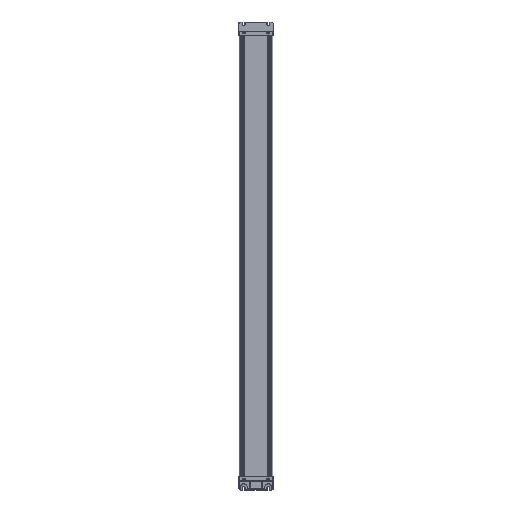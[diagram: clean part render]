
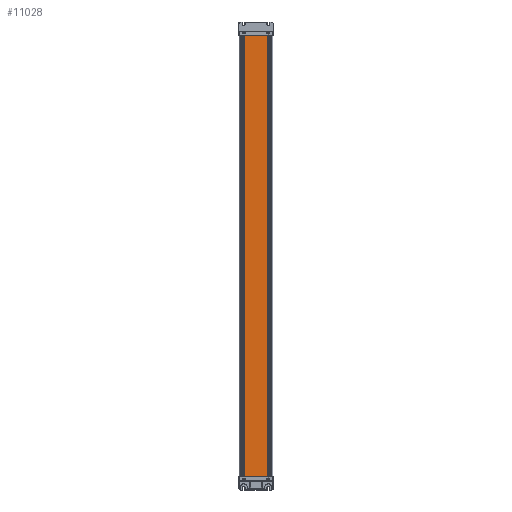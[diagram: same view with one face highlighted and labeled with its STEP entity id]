
A CAD part, front view. The second image highlights one B-rep face of the part: STEP entity #11028.
In plain terms, the highlighted planar face has unit normal (0, -1, 0).
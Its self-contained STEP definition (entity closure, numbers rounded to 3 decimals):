
#528 = EDGE_CURVE ( 'Defeatured_11_76+Defeatured_11_75+Defeatured_11_0+Defeatured_11_1', #27504, #18457, #24718, .T. ) ;
#7223 = DIRECTION ( 'NONE',  ( 1., 0., 0. ) ) ;
#9504 = LINE ( 'NONE', #11283, #16445 ) ;
#10605 = DIRECTION ( 'NONE',  ( 0., 0., -1. ) ) ;
#11028 = ADVANCED_FACE ( 'Defeatured_11_75', ( #38998 ), #48382, .F. ) ;
#11283 = CARTESIAN_POINT ( 'NONE',  ( -121.693, -37.619, 991.278 ) ) ;
#13155 = VERTEX_POINT ( 'NONE', #34436 ) ;
#16445 = VECTOR ( 'NONE', #7223, 1000. ) ;
#16978 = CARTESIAN_POINT ( 'NONE',  ( -121.693, -37.619, -25.222 ) ) ;
#17659 = ORIENTED_EDGE ( 'NONE', *, *, #43733, .T. ) ;
#17683 = ORIENTED_EDGE ( 'NONE', *, *, #34228, .T. ) ;
#18457 = VERTEX_POINT ( 'NONE', #24823 ) ;
#19951 = EDGE_CURVE ( 'Defeatured_11_0+Defeatured_11_75+Defeatured_11_74+Defeatured_11_76', #13155, #27504, #9504, .T. ) ;
#24151 = CARTESIAN_POINT ( 'NONE',  ( -121.693, -37.619, 991.278 ) ) ;
#24275 = EDGE_LOOP ( 'NONE', ( #17683, #26172, #29823, #17659 ) ) ;
#24718 = LINE ( 'NONE', #41042, #48586 ) ;
#24823 = CARTESIAN_POINT ( 'NONE',  ( -68.693, -37.619, -25.222 ) ) ;
#25066 = DIRECTION ( 'NONE',  ( 0., 0., -1. ) ) ;
#25275 = CARTESIAN_POINT ( 'NONE',  ( -121.693, -37.619, -25.222 ) ) ;
#26172 = ORIENTED_EDGE ( 'NONE', *, *, #528, .F. ) ;
#27504 = VERTEX_POINT ( 'NONE', #47322 ) ;
#28846 = DIRECTION ( 'NONE',  ( 1., 0., 0. ) ) ;
#29823 = ORIENTED_EDGE ( 'NONE', *, *, #19951, .F. ) ;
#31534 = DIRECTION ( 'NONE',  ( 0., 1., 0. ) ) ;
#32405 = LINE ( 'NONE', #50831, #34224 ) ;
#34224 = VECTOR ( 'NONE', #10605, 1000. ) ;
#34228 = EDGE_CURVE ( 'Defeatured_11_75+Defeatured_11_1+Defeatured_11_74+Defeatured_11_76', #47136, #18457, #41305, .T. ) ;
#34436 = CARTESIAN_POINT ( 'NONE',  ( -121.693, -37.619, 991.278 ) ) ;
#38998 = FACE_OUTER_BOUND ( 'NONE', #24275, .T. ) ;
#39947 = DIRECTION ( 'NONE',  ( 0., 0., -1. ) ) ;
#40199 = AXIS2_PLACEMENT_3D ( 'NONE', #24151, #31534, #39947 ) ;
#41042 = CARTESIAN_POINT ( 'NONE',  ( -68.693, -37.619, 991.278 ) ) ;
#41305 = LINE ( 'NONE', #25275, #46305 ) ;
#43733 = EDGE_CURVE ( 'Defeatured_11_75+Defeatured_11_74+Defeatured_11_0+Defeatured_11_1', #13155, #47136, #32405, .T. ) ;
#46305 = VECTOR ( 'NONE', #28846, 1000. ) ;
#47136 = VERTEX_POINT ( 'NONE', #16978 ) ;
#47322 = CARTESIAN_POINT ( 'NONE',  ( -68.693, -37.619, 991.278 ) ) ;
#48382 = PLANE ( 'NONE',  #40199 ) ;
#48586 = VECTOR ( 'NONE', #25066, 1000. ) ;
#50831 = CARTESIAN_POINT ( 'NONE',  ( -121.693, -37.619, 991.278 ) ) ;
